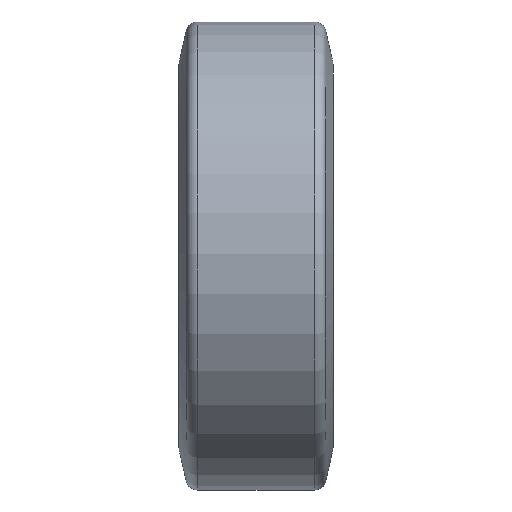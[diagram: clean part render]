
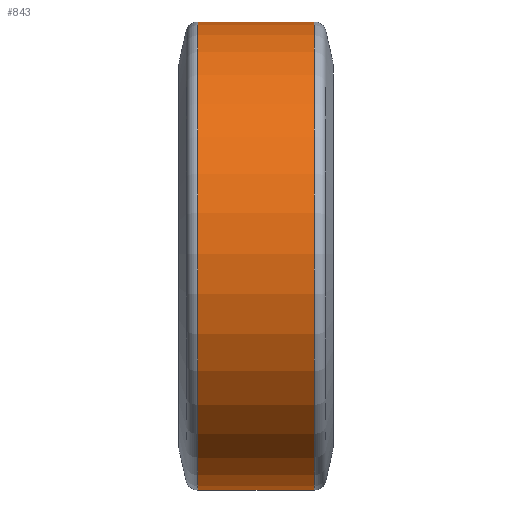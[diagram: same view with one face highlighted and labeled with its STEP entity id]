
A CAD part, front view. The second image highlights one B-rep face of the part: STEP entity #843.
In plain terms, the highlighted cylindrical face has radius 100 mm (diameter 200 mm), a full revolution.
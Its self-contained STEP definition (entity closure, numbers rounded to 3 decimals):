
#58=CYLINDRICAL_SURFACE('',#908,100.);
#86=FACE_OUTER_BOUND('',#122,.T.);
#122=EDGE_LOOP('',(#571,#572,#573,#574,#575,#576,#577,#578));
#195=LINE('',#1344,#221);
#221=VECTOR('',#1056,100.);
#252=CIRCLE('',#905,100.);
#253=CIRCLE('',#906,100.);
#254=CIRCLE('',#907,100.);
#255=CIRCLE('',#909,100.);
#256=CIRCLE('',#910,100.);
#257=CIRCLE('',#911,100.);
#347=VERTEX_POINT('',#1335);
#348=VERTEX_POINT('',#1337);
#349=VERTEX_POINT('',#1339);
#350=VERTEX_POINT('',#1343);
#351=VERTEX_POINT('',#1345);
#352=VERTEX_POINT('',#1347);
#441=EDGE_CURVE('',#347,#348,#252,.T.);
#442=EDGE_CURVE('',#348,#349,#253,.T.);
#443=EDGE_CURVE('',#349,#347,#254,.T.);
#444=EDGE_CURVE('',#348,#350,#195,.T.);
#445=EDGE_CURVE('',#350,#351,#255,.T.);
#446=EDGE_CURVE('',#351,#352,#256,.T.);
#447=EDGE_CURVE('',#352,#350,#257,.T.);
#571=ORIENTED_EDGE('',*,*,#443,.F.);
#572=ORIENTED_EDGE('',*,*,#442,.F.);
#573=ORIENTED_EDGE('',*,*,#444,.T.);
#574=ORIENTED_EDGE('',*,*,#445,.T.);
#575=ORIENTED_EDGE('',*,*,#446,.T.);
#576=ORIENTED_EDGE('',*,*,#447,.T.);
#577=ORIENTED_EDGE('',*,*,#444,.F.);
#578=ORIENTED_EDGE('',*,*,#441,.F.);
#843=ADVANCED_FACE('',(#86),#58,.T.);
#905=AXIS2_PLACEMENT_3D('',#1338,#1048,#1049);
#906=AXIS2_PLACEMENT_3D('',#1340,#1050,#1051);
#907=AXIS2_PLACEMENT_3D('',#1341,#1052,#1053);
#908=AXIS2_PLACEMENT_3D('',#1342,#1054,#1055);
#909=AXIS2_PLACEMENT_3D('',#1346,#1057,#1058);
#910=AXIS2_PLACEMENT_3D('',#1348,#1059,#1060);
#911=AXIS2_PLACEMENT_3D('',#1349,#1061,#1062);
#1048=DIRECTION('center_axis',(1.,0.,0.));
#1049=DIRECTION('ref_axis',(0.,-0.943,-0.333));
#1050=DIRECTION('center_axis',(1.,0.,0.));
#1051=DIRECTION('ref_axis',(0.,-0.943,-0.333));
#1052=DIRECTION('center_axis',(1.,0.,0.));
#1053=DIRECTION('ref_axis',(0.,-0.943,-0.333));
#1054=DIRECTION('center_axis',(1.,0.,0.));
#1055=DIRECTION('ref_axis',(0.,0.333,-0.943));
#1056=DIRECTION('',(-1.,0.,0.));
#1057=DIRECTION('center_axis',(1.,0.,0.));
#1058=DIRECTION('ref_axis',(0.,-0.943,-0.333));
#1059=DIRECTION('center_axis',(1.,0.,0.));
#1060=DIRECTION('ref_axis',(0.,-0.943,-0.333));
#1061=DIRECTION('center_axis',(1.,0.,0.));
#1062=DIRECTION('ref_axis',(0.,-0.943,-0.333));
#1335=CARTESIAN_POINT('',(44.789,94.295,33.293));
#1337=CARTESIAN_POINT('',(44.789,-33.293,94.295));
#1338=CARTESIAN_POINT('Origin',(44.789,0.,
0.));
#1339=CARTESIAN_POINT('',(44.789,33.293,-94.295));
#1340=CARTESIAN_POINT('Origin',(44.789,0.,
0.));
#1341=CARTESIAN_POINT('Origin',(44.789,0.,
0.));
#1342=CARTESIAN_POINT('Origin',(19.8,0.,0.));
#1343=CARTESIAN_POINT('',(-5.189,-33.293,94.295));
#1344=CARTESIAN_POINT('',(19.8,-33.293,94.295));
#1345=CARTESIAN_POINT('',(-5.189,33.293,-94.295));
#1346=CARTESIAN_POINT('Origin',(-5.189,0.,0.));
#1347=CARTESIAN_POINT('',(-5.189,94.295,33.293));
#1348=CARTESIAN_POINT('Origin',(-5.189,0.,0.));
#1349=CARTESIAN_POINT('Origin',(-5.189,0.,0.));
